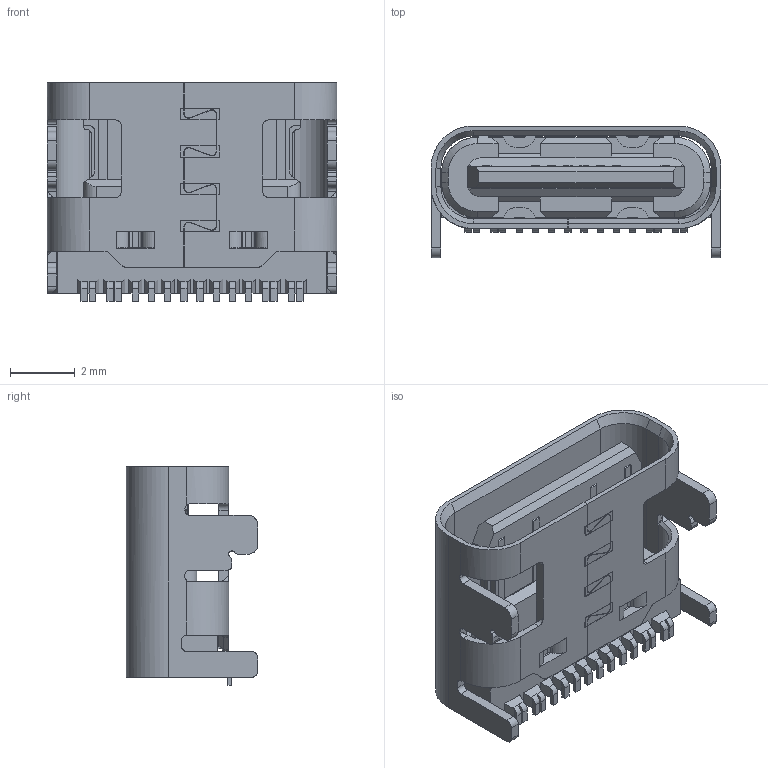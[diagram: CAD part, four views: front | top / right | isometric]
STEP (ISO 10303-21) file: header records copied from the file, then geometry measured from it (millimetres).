
FILE_DESCRIPTION(('STEP AP242'),'1');
FILE_NAME('usb4215-03-a.stp','2025-03-11T09:12:12',('TraceParts'),('TraceParts S.A.'),'Spatial InterOp 3D',' ',' ');
FILE_SCHEMA(('AP242_MANAGED_MODEL_BASED_3D_ENGINEERING_MIM_LF {1 0 10303 442 1 1 4}'));
Length unit declared in the file: millimetre
Products named in the file (1): usb4215-03-a_1
Bounding box: 8.94 x 4.06 x 6.75 mm (x, y, z)
Volume: 94.5 mm3; surface area: 434.8 mm2
Topology: 2 solids, 2 shells, 731 faces, 2092 edges, 1357 vertices
Faces by surface type: plane 539, cylinder 172, cone 20
Entity records: 25770 total; most frequent: CARTESIAN_POINT 6059, ORIENTED_EDGE 4184, DIRECTION 3222, EDGE_CURVE 2092, LINE 1592, VECTOR 1592, VERTEX_POINT 1357, AXIS2_PLACEMENT_3D 815
